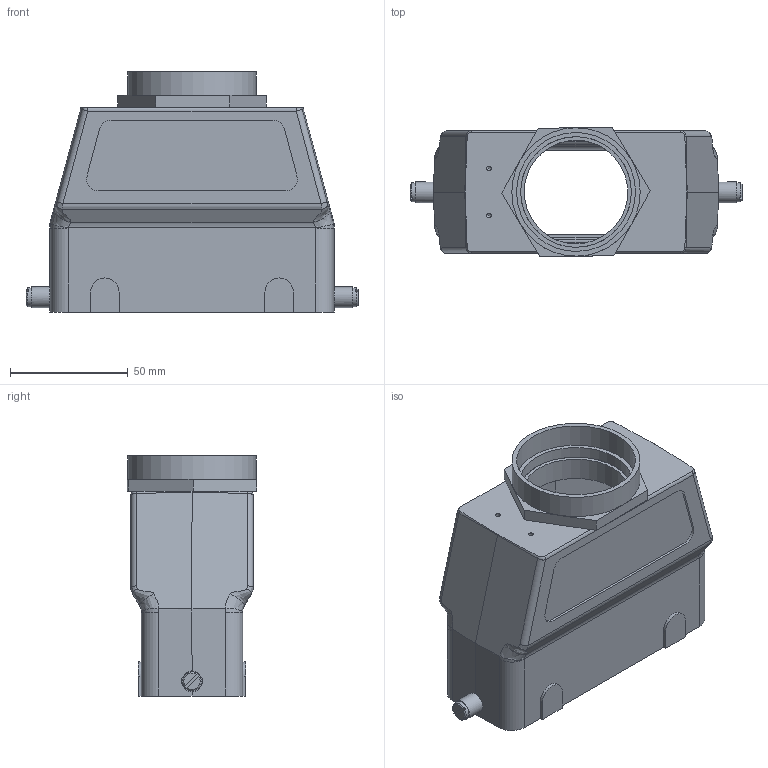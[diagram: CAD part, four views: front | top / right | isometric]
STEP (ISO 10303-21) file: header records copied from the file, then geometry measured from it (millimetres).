
FILE_DESCRIPTION((''),'2;1');
FILE_NAME('05300240472.stp','2020-07-13T16:05:56',('e.eickhoff'),(''),'Autodesk Inventor 2012','Autodesk Inventor 2012','');
FILE_SCHEMA(('AUTOMOTIVE_DESIGN { 1 0 10303 214 1 1 1 1 }'));
Length unit declared in the file: millimetre
Products named in the file (3): 05300240472; MZM36-M50
Assembly tree (2 placements, depth 2):
  05300240472
    05300240472
    MZM36-M50
Bounding box: 141 x 55 x 102 mm (x, y, z)
Volume: 138719.3 mm3; surface area: 69716.5 mm2
Topology: 2 solids, 2 shells, 376 faces, 944 edges, 588 vertices
Faces by surface type: plane 196, cylinder 114, bspline 38, torus 10, cone 10, sphere 8
Full cylindrical faces by diameter (mm): 2 x2, 2.75 x1, 3 x4, 3.25 x1, 8 x2, 8.8 x2, 44 x1, 47 x3, 50.5 x1, 54.5 x1
Entity records: 12112 total; most frequent: CARTESIAN_POINT 3118, DIRECTION 1835, ORIENTED_EDGE 1800, EDGE_CURVE 900, AXIS2_PLACEMENT_3D 634, VERTEX_POINT 574, VECTOR 567, LINE 567
